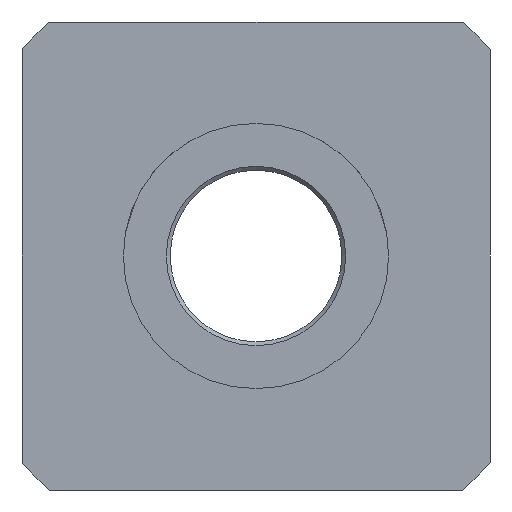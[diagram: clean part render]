
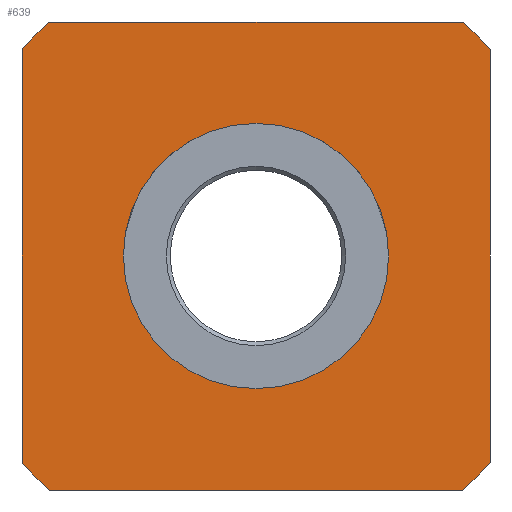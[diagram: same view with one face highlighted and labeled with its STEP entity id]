
A CAD part, left-side view. The second image highlights one B-rep face of the part: STEP entity #639.
In plain terms, the highlighted planar face has unit normal (-1, 0, 0).
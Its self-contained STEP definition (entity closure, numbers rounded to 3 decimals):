
#62=FACE_BOUND($,#222,.T.);
#67=CIRCLE($,#651,40.);
#68=CIRCLE($,#653,40.);
#71=CIRCLE($,#657,40.);
#90=CIRCLE($,#695,17.);
#100=CIRCLE($,#715,40.);
#151=FACE_OUTER_BOUND($,#221,.T.);
#221=EDGE_LOOP($,(#565,#566,#567,#568,#569,#570,#571,#572));
#222=EDGE_LOOP($,(#573));
#229=LINE($,#910,#263);
#233=LINE($,#919,#267);
#239=LINE($,#931,#273);
#243=LINE($,#953,#277);
#263=VECTOR($,#725,52.915);
#267=VECTOR($,#731,52.915);
#273=VECTOR($,#739,52.915);
#277=VECTOR($,#769,52.915);
#296=VERTEX_POINT($,#906);
#298=VERTEX_POINT($,#909);
#300=VERTEX_POINT($,#915);
#302=VERTEX_POINT($,#918);
#305=VERTEX_POINT($,#925);
#307=VERTEX_POINT($,#929);
#309=VERTEX_POINT($,#935);
#310=VERTEX_POINT($,#939);
#342=VERTEX_POINT($,#1325);
#357=EDGE_CURVE($,#298,#296,#229,.T.);
#361=EDGE_CURVE($,#302,#300,#233,.T.);
#367=EDGE_CURVE($,#305,#307,#239,.T.);
#370=EDGE_CURVE($,#309,#307,#67,.T.);
#371=EDGE_CURVE($,#298,#310,#68,.T.);
#375=EDGE_CURVE($,#305,#300,#71,.T.);
#379=EDGE_CURVE($,#309,#310,#243,.T.);
#409=EDGE_CURVE($,#342,#342,#90,.T.);
#432=EDGE_CURVE($,#302,#296,#100,.T.);
#565=ORIENTED_EDGE($,*,*,#357,.T.);
#566=ORIENTED_EDGE($,*,*,#432,.F.);
#567=ORIENTED_EDGE($,*,*,#361,.T.);
#568=ORIENTED_EDGE($,*,*,#375,.F.);
#569=ORIENTED_EDGE($,*,*,#367,.T.);
#570=ORIENTED_EDGE($,*,*,#370,.F.);
#571=ORIENTED_EDGE($,*,*,#379,.T.);
#572=ORIENTED_EDGE($,*,*,#371,.F.);
#573=ORIENTED_EDGE($,*,*,#409,.T.);
#603=PLANE($,#714);
#639=ADVANCED_FACE($,(#151,#62),#603,.T.);
#651=AXIS2_PLACEMENT_3D($,#937,#745,#746);
#653=AXIS2_PLACEMENT_3D($,#940,#749,#750);
#657=AXIS2_PLACEMENT_3D($,#946,#758,#759);
#695=AXIS2_PLACEMENT_3D($,#1326,#841,#842);
#714=AXIS2_PLACEMENT_3D($,#1371,#892,#893);
#715=AXIS2_PLACEMENT_3D($,#1372,#894,#895);
#725=DIRECTION($,(0.,0.,-1.));
#731=DIRECTION($,(0.,-1.,0.));
#739=DIRECTION($,(0.,0.,1.));
#745=DIRECTION('center_axis',(1.,0.,0.));
#746=DIRECTION('ref_axis',(0.,1.,0.));
#749=DIRECTION('center_axis',(1.,0.,0.));
#750=DIRECTION('ref_axis',(0.,1.,0.));
#758=DIRECTION('center_axis',(1.,0.,0.));
#759=DIRECTION('ref_axis',(0.,1.,0.));
#769=DIRECTION($,(0.,1.,0.));
#841=DIRECTION('center_axis',(1.,0.,0.));
#842=DIRECTION('ref_axis',(0.,0.,-1.));
#892=DIRECTION('center_axis',(-1.,0.,0.));
#893=DIRECTION('ref_axis',(0.,0.,1.));
#894=DIRECTION('center_axis',(1.,0.,0.));
#895=DIRECTION('ref_axis',(0.,1.,0.));
#906=CARTESIAN_POINT('',(-53.5,30.,-26.458));
#909=CARTESIAN_POINT('',(-53.5,30.,26.458));
#910=CARTESIAN_POINT($,(-53.5,30.,-26.854));
#915=CARTESIAN_POINT('',(-53.5,-26.458,-30.));
#918=CARTESIAN_POINT('',(-53.5,26.458,-30.));
#919=CARTESIAN_POINT($,(-53.5,-16.854,-30.));
#925=CARTESIAN_POINT('',(-53.5,-30.,-26.458));
#929=CARTESIAN_POINT('',(-53.5,-30.,26.458));
#931=CARTESIAN_POINT($,(-53.5,-30.,26.854));
#935=CARTESIAN_POINT('',(-53.5,-26.458,30.));
#937=CARTESIAN_POINT('Origin',(-53.5,0.,0.));
#939=CARTESIAN_POINT('',(-53.5,26.458,30.));
#940=CARTESIAN_POINT('Origin',(-53.5,0.,0.));
#946=CARTESIAN_POINT('Origin',(-53.5,0.,0.));
#953=CARTESIAN_POINT($,(-53.5,36.854,30.));
#1325=CARTESIAN_POINT('',(-53.5,0.,17.));
#1326=CARTESIAN_POINT('Origin',(-53.5,0.,0.));
#1371=CARTESIAN_POINT('Origin',(-53.5,20.,0.));
#1372=CARTESIAN_POINT('Origin',(-53.5,0.,0.));
